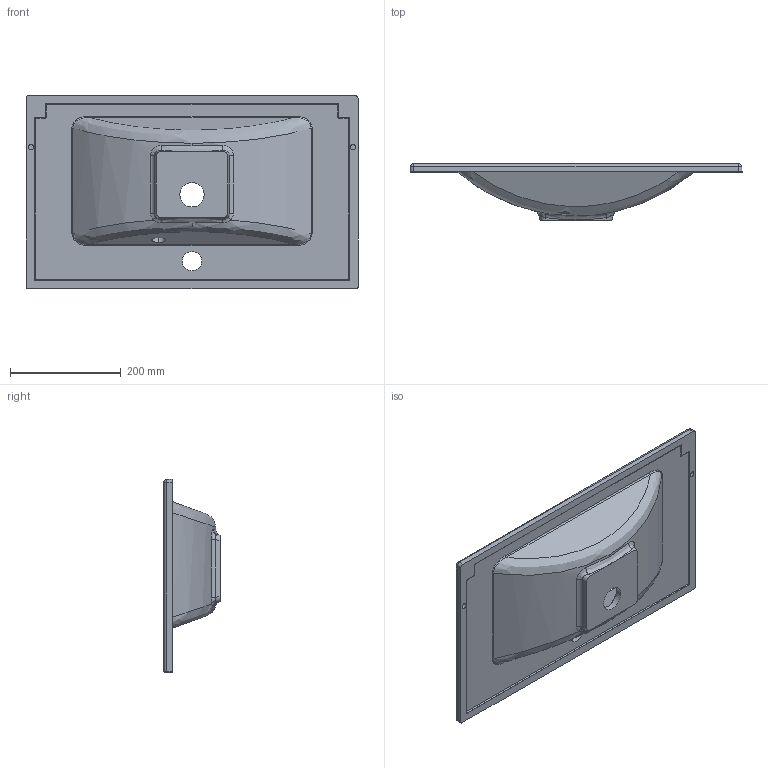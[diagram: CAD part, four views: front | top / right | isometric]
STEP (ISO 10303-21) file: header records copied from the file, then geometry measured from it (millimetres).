
FILE_DESCRIPTION (( 'STEP AP203' ), '1' );
FILE_NAME ('6229730611.STEP', '2020-12-15T13:06:22', ( '' ), ( '' ), 'SwSTEP 2.0', 'SolidWorks 2019', '' );
FILE_SCHEMA (( 'CONFIG_CONTROL_DESIGN' ));
Length unit declared in the file: millimetre
Products named in the file (1): 6229730611
Bounding box: 600 x 102 x 350 mm (x, y, z)
Volume: 3433080.2 mm3; surface area: 522168.7 mm2
Topology: 1 solids, 1 shells, 131 faces, 327 edges, 190 vertices
Faces by surface type: cylinder 52, bspline 41, plane 26, sphere 8, cone 2, torus 2
Entity records: 6508 total; most frequent: CARTESIAN_POINT 3770, ORIENTED_EDGE 630, DIRECTION 461, EDGE_CURVE 315, VERTEX_POINT 190, AXIS2_PLACEMENT_3D 176, EDGE_LOOP 141, FACE_OUTER_BOUND 131
